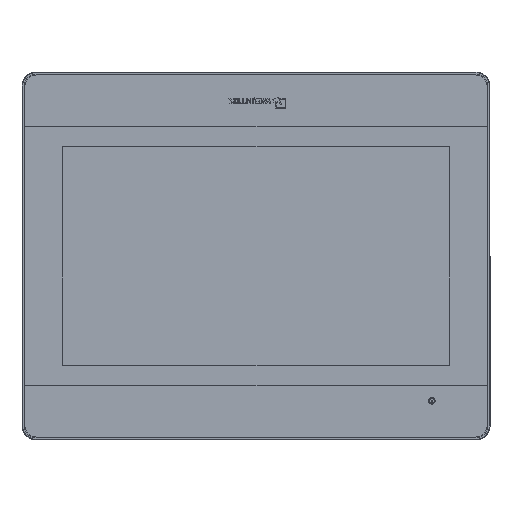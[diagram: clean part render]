
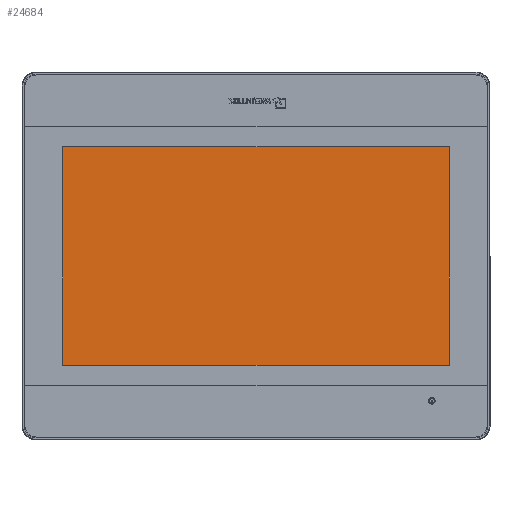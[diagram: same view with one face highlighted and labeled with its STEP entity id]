
A CAD part, top view. The second image highlights one B-rep face of the part: STEP entity #24684.
In plain terms, the highlighted planar face has unit normal (0, 0, 1).
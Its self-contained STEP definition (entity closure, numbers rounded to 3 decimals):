
#2825 = EDGE_CURVE ( 'NONE', #6350, #6351, #10776, .T. ) ;
#2826 = EDGE_CURVE ( 'NONE', #6366, #6350, #10739, .T. ) ;
#2827 = EDGE_CURVE ( 'NONE', #6344, #6366, #10782, .T. ) ;
#2828 = EDGE_CURVE ( 'NONE', #6351, #6344, #10785, .T. ) ;
#6344 = VERTEX_POINT ( 'NONE', #46107 ) ;
#6350 = VERTEX_POINT ( 'NONE', #46113 ) ;
#6351 = VERTEX_POINT ( 'NONE', #46114 ) ;
#6366 = VERTEX_POINT ( 'NONE', #46111 ) ;
#10739 = LINE ( 'NONE', #10780, #44033 ) ;
#10776 = LINE ( 'NONE', #10778, #43333 ) ;
#10778 = CARTESIAN_POINT ( 'NONE',  ( -111.87, 97.8, 5.43 ) ) ;
#10779 = DIRECTION ( 'NONE',  ( 0., 1., 0. ) ) ;
#10780 = CARTESIAN_POINT ( 'NONE',  ( -126.8, -63.14, 5.43 ) ) ;
#10781 = DIRECTION ( 'NONE',  ( -1., 0., 0. ) ) ;
#10782 = LINE ( 'NONE', #10783, #42969 ) ;
#10783 = CARTESIAN_POINT ( 'NONE',  ( 111.87, 97.8, 5.43 ) ) ;
#10784 = DIRECTION ( 'NONE',  ( 0., -1., 0. ) ) ;
#10785 = LINE ( 'NONE', #10786, #44332 ) ;
#10786 = CARTESIAN_POINT ( 'NONE',  ( -126.8, 63.14, 5.43 ) ) ;
#10787 = DIRECTION ( 'NONE',  ( 1., 0., 0. ) ) ;
#18550 = EDGE_LOOP ( 'NONE', ( #44813, #44811, #44868, #44857 ) ) ;
#20229 = AXIS2_PLACEMENT_3D ( 'NONE', #28521, #28537, #28539 ) ;
#24684 = ADVANCED_FACE ( 'NONE', ( #28532 ), #28534, .T. ) ;
#28521 = CARTESIAN_POINT ( 'NONE',  ( -126.8, 97.8, 5.43 ) ) ;
#28532 = FACE_OUTER_BOUND ( 'NONE', #18550, .T. ) ;
#28534 = PLANE ( 'NONE',  #20229 ) ;
#28537 = DIRECTION ( 'NONE',  ( 0., 0., 1. ) ) ;
#28539 = DIRECTION ( 'NONE',  ( -1., 0., 0. ) ) ;
#42969 = VECTOR ( 'NONE', #10784, 1000. ) ;
#43333 = VECTOR ( 'NONE', #10779, 1000. ) ;
#44033 = VECTOR ( 'NONE', #10781, 1000. ) ;
#44332 = VECTOR ( 'NONE', #10787, 1000. ) ;
#44811 = ORIENTED_EDGE ( 'NONE', *, *, #2826, .F. ) ;
#44813 = ORIENTED_EDGE ( 'NONE', *, *, #2825, .F. ) ;
#44857 = ORIENTED_EDGE ( 'NONE', *, *, #2828, .F. ) ;
#44868 = ORIENTED_EDGE ( 'NONE', *, *, #2827, .F. ) ;
#46107 = CARTESIAN_POINT ( 'NONE',  ( 111.87, 63.14, 5.43 ) ) ;
#46111 = CARTESIAN_POINT ( 'NONE',  ( 111.87, -63.14, 5.43 ) ) ;
#46113 = CARTESIAN_POINT ( 'NONE',  ( -111.87, -63.14, 5.43 ) ) ;
#46114 = CARTESIAN_POINT ( 'NONE',  ( -111.87, 63.14, 5.43 ) ) ;
